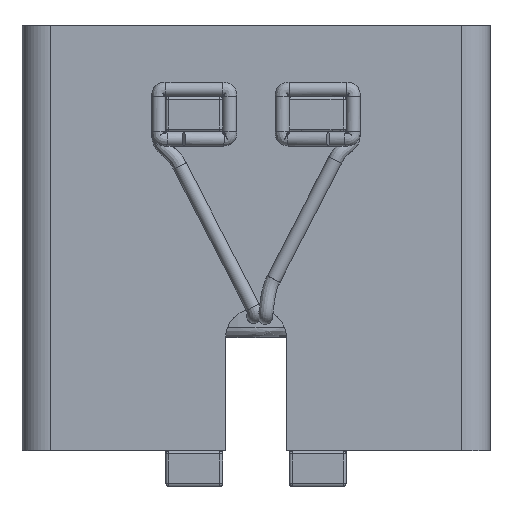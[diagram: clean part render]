
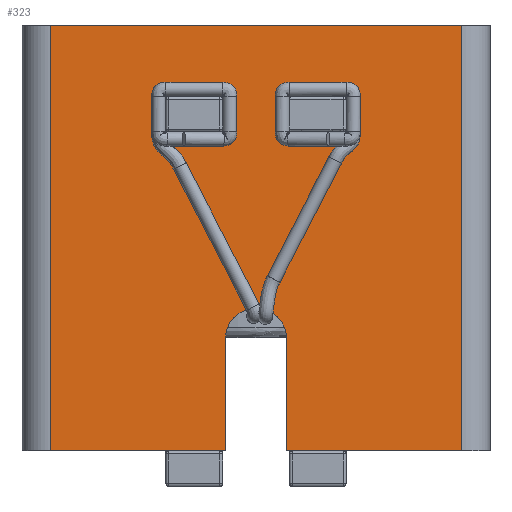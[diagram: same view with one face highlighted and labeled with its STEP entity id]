
A CAD part, left-side view. The second image highlights one B-rep face of the part: STEP entity #323.
In plain terms, the highlighted free-form (B-spline) face has degree [1, 1] with [2, 2] control points.
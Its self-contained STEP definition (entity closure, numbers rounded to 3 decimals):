
#227=CARTESIAN_POINT('',(-2.5,1.45,0.));
#228=VERTEX_POINT('',#227);
#235=CARTESIAN_POINT('',(-2.5,1.45,-3.));
#236=VERTEX_POINT('',#235);
#237=CARTESIAN_POINT('',(-2.5,1.45,0.));
#238=CARTESIAN_POINT('',(-2.5,1.45,-3.));
#239=B_SPLINE_CURVE_WITH_KNOTS('',1,(#237,#238),.POLYLINE_FORM.,.F.,.U.,(2,2),(0.,1.),.UNSPECIFIED.);
#240=EDGE_CURVE('',#228,#236,#239,.T.);
#252=CARTESIAN_POINT('',(-2.5,1.45,0.));
#253=CARTESIAN_POINT('',(-2.5,1.45,-3.));
#254=CARTESIAN_POINT('',(-2.5,-1.45,0.));
#255=CARTESIAN_POINT('',(-2.5,-1.45,-3.));
#256=B_SPLINE_SURFACE_WITH_KNOTS('',1,1,((#252,#253),(#254,#255)),.PLANE_SURF.,.F.,.F.,.U.,(2,2),(2,2),(0.,1.),(0.,1.),.UNSPECIFIED.);
#257=CARTESIAN_POINT('',(-2.5,-1.45,0.));
#258=VERTEX_POINT('',#257);
#259=CARTESIAN_POINT('',(-2.5,1.45,0.));
#260=CARTESIAN_POINT('',(-2.5,-1.45,0.));
#261=B_SPLINE_CURVE_WITH_KNOTS('',1,(#259,#260),.POLYLINE_FORM.,.F.,.U.,(2,2),(0.,1.),.UNSPECIFIED.);
#262=EDGE_CURVE('',#228,#258,#261,.T.);
#263=ORIENTED_EDGE('',*,*,#262,.T.);
#264=CARTESIAN_POINT('',(-2.5,-1.45,-3.));
#265=VERTEX_POINT('',#264);
#266=CARTESIAN_POINT('',(-2.5,-1.45,0.));
#267=CARTESIAN_POINT('',(-2.5,-1.45,-3.));
#268=B_SPLINE_CURVE_WITH_KNOTS('',1,(#266,#267),.POLYLINE_FORM.,.F.,.U.,(2,2),(0.,1.),.UNSPECIFIED.);
#269=EDGE_CURVE('',#258,#265,#268,.T.);
#270=ORIENTED_EDGE('',*,*,#269,.T.);
#271=CARTESIAN_POINT('',(-2.5,-0.215,-3.));
#272=VERTEX_POINT('',#271);
#273=CARTESIAN_POINT('',(-2.5,-0.215,-3.));
#274=CARTESIAN_POINT('',(-2.5,-1.45,-3.));
#275=B_SPLINE_CURVE_WITH_KNOTS('',1,(#273,#274),.POLYLINE_FORM.,.F.,.U.,(2,2),(0.574,1.),.UNSPECIFIED.);
#276=EDGE_CURVE('',#272,#265,#275,.T.);
#277=ORIENTED_EDGE('',*,*,#276,.F.);
#278=CARTESIAN_POINT('',(-2.5,-0.215,-2.2));
#279=VERTEX_POINT('',#278);
#280=CARTESIAN_POINT('',(-2.5,-0.215,-3.));
#281=CARTESIAN_POINT('',(-2.5,-0.215,-2.2));
#282=B_SPLINE_CURVE_WITH_KNOTS('',1,(#280,#281),.POLYLINE_FORM.,.F.,.U.,(2,2),(0.579,0.67),.UNSPECIFIED.);
#283=EDGE_CURVE('',#272,#279,#282,.T.);
#284=ORIENTED_EDGE('',*,*,#283,.T.);
#285=CARTESIAN_POINT('',(-2.5,-0.015,-2.));
#286=VERTEX_POINT('',#285);
#287=CARTESIAN_POINT('',(-2.5,-0.215,-2.2));
#288=CARTESIAN_POINT('',(-2.5,-0.215,-2.));
#289=CARTESIAN_POINT('',(-2.5,-0.015,-2.));
#290=(BOUNDED_CURVE()B_SPLINE_CURVE(2,(#287,#288,#289),.CIRCULAR_ARC.,.F.,.U.)B_SPLINE_CURVE_WITH_KNOTS((3,3),(0.,1.),.UNSPECIFIED.)CURVE()GEOMETRIC_REPRESENTATION_ITEM()RATIONAL_B_SPLINE_CURVE((1.,0.707,1.))REPRESENTATION_ITEM(''));
#291=EDGE_CURVE('',#279,#286,#290,.T.);
#292=ORIENTED_EDGE('',*,*,#291,.T.);
#293=CARTESIAN_POINT('',(-2.5,0.015,-2.));
#294=VERTEX_POINT('',#293);
#295=CARTESIAN_POINT('',(-2.5,-0.015,-2.));
#296=CARTESIAN_POINT('',(-2.5,0.015,-2.));
#297=B_SPLINE_CURVE_WITH_KNOTS('',1,(#295,#296),.POLYLINE_FORM.,.F.,.U.,(2,2),(0.498,0.502),.UNSPECIFIED.);
#298=EDGE_CURVE('',#286,#294,#297,.T.);
#299=ORIENTED_EDGE('',*,*,#298,.T.);
#300=CARTESIAN_POINT('',(-2.5,0.215,-2.2));
#301=VERTEX_POINT('',#300);
#302=CARTESIAN_POINT('',(-2.5,0.015,-2.));
#303=CARTESIAN_POINT('',(-2.5,0.215,-2.));
#304=CARTESIAN_POINT('',(-2.5,0.215,-2.2));
#305=(BOUNDED_CURVE()B_SPLINE_CURVE(2,(#302,#303,#304),.CIRCULAR_ARC.,.F.,.U.)B_SPLINE_CURVE_WITH_KNOTS((3,3),(0.,1.),.UNSPECIFIED.)CURVE()GEOMETRIC_REPRESENTATION_ITEM()RATIONAL_B_SPLINE_CURVE((1.,0.707,1.))REPRESENTATION_ITEM(''));
#306=EDGE_CURVE('',#294,#301,#305,.T.);
#307=ORIENTED_EDGE('',*,*,#306,.T.);
#308=CARTESIAN_POINT('',(-2.5,0.215,-3.));
#309=VERTEX_POINT('',#308);
#310=CARTESIAN_POINT('',(-2.5,0.215,-2.2));
#311=CARTESIAN_POINT('',(-2.5,0.215,-3.));
#312=B_SPLINE_CURVE_WITH_KNOTS('',1,(#310,#311),.POLYLINE_FORM.,.F.,.U.,(2,2),(0.33,0.421),.UNSPECIFIED.);
#313=EDGE_CURVE('',#301,#309,#312,.T.);
#314=ORIENTED_EDGE('',*,*,#313,.T.);
#315=CARTESIAN_POINT('',(-2.5,1.45,-3.));
#316=CARTESIAN_POINT('',(-2.5,0.215,-3.));
#317=B_SPLINE_CURVE_WITH_KNOTS('',1,(#315,#316),.POLYLINE_FORM.,.F.,.U.,(2,2),(0.,0.426),.UNSPECIFIED.);
#318=EDGE_CURVE('',#236,#309,#317,.T.);
#319=ORIENTED_EDGE('',*,*,#318,.F.);
#320=ORIENTED_EDGE('',*,*,#240,.F.);
#321=EDGE_LOOP('',(#263,#270,#277,#284,#292,#299,#307,#314,#319,#320));
#322=FACE_OUTER_BOUND('',#321,.F.);
#323=ADVANCED_FACE('',(#322),#256,.F.);
